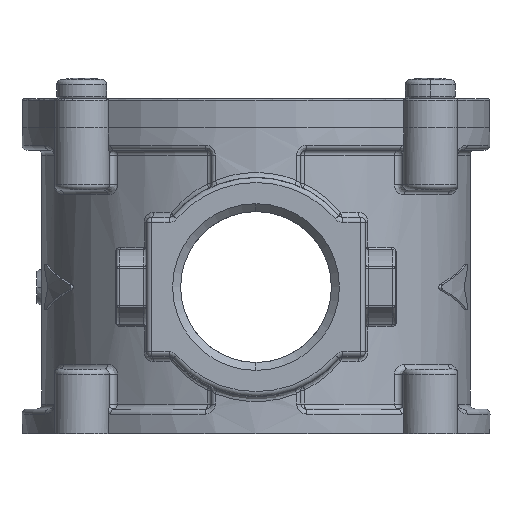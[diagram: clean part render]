
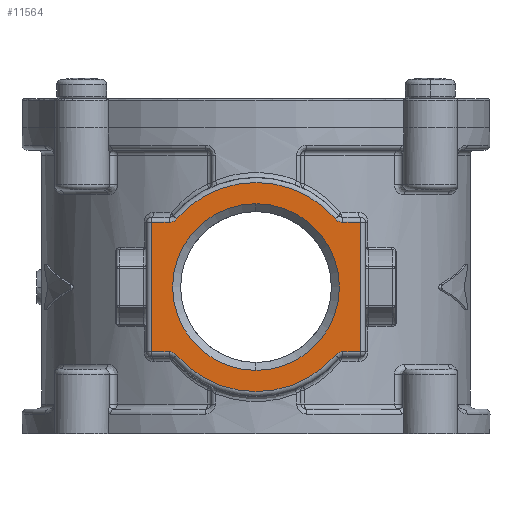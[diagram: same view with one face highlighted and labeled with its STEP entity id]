
A CAD part, left-side view. The second image highlights one B-rep face of the part: STEP entity #11564.
In plain terms, the highlighted planar face has unit normal (-1, 0, 0).
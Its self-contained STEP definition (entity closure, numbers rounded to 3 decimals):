
#2535=CARTESIAN_POINT('',(-60.,17.436,15.));
#2536=DIRECTION('',(1.,0.,0.));
#2537=DIRECTION('',(0.,-0.758,-0.652));
#2538=AXIS2_PLACEMENT_3D('',#2535,#2536,#2537);
#2540=CARTESIAN_POINT('',(-60.,0.,0.));
#2541=DIRECTION('',(-1.,0.,0.));
#2542=DIRECTION('',(0.,-0.758,0.652));
#2543=AXIS2_PLACEMENT_3D('',#2540,#2541,#2542);
#2545=CARTESIAN_POINT('',(-60.,-17.436,15.));
#2546=DIRECTION('',(1.,0.,0.));
#2547=DIRECTION('',(0.,0.,-1.));
#2548=AXIS2_PLACEMENT_3D('',#2545,#2546,#2547);
#2550=DIRECTION('',(0.,1.,0.));
#2551=VECTOR('',#2550,3.564);
#2552=CARTESIAN_POINT('',(-60.,-20.999,13.));
#2553=LINE('',#2552,#2551);
#2554=DIRECTION('',(0.,0.,1.));
#2555=VECTOR('',#2554,26.);
#2556=CARTESIAN_POINT('',(-60.,-20.999,-13.));
#2557=LINE('',#2556,#2555);
#2558=DIRECTION('',(0.,-1.,0.));
#2559=VECTOR('',#2558,3.564);
#2560=CARTESIAN_POINT('',(-60.,-17.436,-13.));
#2561=LINE('',#2560,#2559);
#2562=CARTESIAN_POINT('',(-60.,-17.436,-15.));
#2563=DIRECTION('',(1.,0.,0.));
#2564=DIRECTION('',(0.,0.758,0.652));
#2565=AXIS2_PLACEMENT_3D('',#2562,#2563,#2564);
#2567=CARTESIAN_POINT('',(-60.,0.,0.));
#2568=DIRECTION('',(-1.,0.,0.));
#2569=DIRECTION('',(0.,0.758,-0.652));
#2570=AXIS2_PLACEMENT_3D('',#2567,#2568,#2569);
#2572=CARTESIAN_POINT('',(-60.,17.436,-15.));
#2573=DIRECTION('',(1.,0.,0.));
#2574=DIRECTION('',(0.,0.,1.));
#2575=AXIS2_PLACEMENT_3D('',#2572,#2573,#2574);
#2577=DIRECTION('',(0.,-1.,0.));
#2578=VECTOR('',#2577,3.565);
#2579=CARTESIAN_POINT('',(-60.,21.001,-13.));
#2580=LINE('',#2579,#2578);
#2581=DIRECTION('',(0.,0.,-1.));
#2582=VECTOR('',#2581,26.);
#2583=CARTESIAN_POINT('',(-60.,21.001,13.));
#2584=LINE('',#2583,#2582);
#2585=DIRECTION('',(0.,1.,0.));
#2586=VECTOR('',#2585,3.565);
#2587=CARTESIAN_POINT('',(-60.,17.436,13.));
#2588=LINE('',#2587,#2586);
#2589=CARTESIAN_POINT('',(-60.,0.,0.));
#2590=DIRECTION('',(1.,0.,0.));
#2591=DIRECTION('',(0.,0.,-1.));
#2592=AXIS2_PLACEMENT_3D('',#2589,#2590,#2591);
#2594=CARTESIAN_POINT('',(-60.,0.,0.));
#2595=DIRECTION('',(1.,0.,0.));
#2596=DIRECTION('',(0.,0.,1.));
#2597=AXIS2_PLACEMENT_3D('',#2594,#2595,#2596);
#8898=CARTESIAN_POINT('',(-60.,15.919,13.696));
#8899=CARTESIAN_POINT('',(-60.,17.436,13.));
#8900=VERTEX_POINT('',#8898);
#8901=VERTEX_POINT('',#8899);
#8906=CARTESIAN_POINT('',(-60.,21.001,13.));
#8907=VERTEX_POINT('',#8906);
#8912=CARTESIAN_POINT('',(-60.,21.001,-13.));
#8913=VERTEX_POINT('',#8912);
#8918=CARTESIAN_POINT('',(-60.,17.436,-13.));
#8919=VERTEX_POINT('',#8918);
#8922=CARTESIAN_POINT('',(-60.,15.919,-13.696));
#8923=VERTEX_POINT('',#8922);
#8926=CARTESIAN_POINT('',(-60.,-15.919,-13.696));
#8927=VERTEX_POINT('',#8926);
#8930=CARTESIAN_POINT('',(-60.,-17.436,-13.));
#8931=VERTEX_POINT('',#8930);
#8934=CARTESIAN_POINT('',(-60.,-20.999,-13.));
#8935=VERTEX_POINT('',#8934);
#8940=CARTESIAN_POINT('',(-60.,-20.999,13.));
#8941=VERTEX_POINT('',#8940);
#8946=CARTESIAN_POINT('',(-60.,-17.436,13.));
#8947=VERTEX_POINT('',#8946);
#8950=CARTESIAN_POINT('',(-60.,-15.919,13.696));
#8951=VERTEX_POINT('',#8950);
#9018=CARTESIAN_POINT('',(-60.,0.,-16.75));
#9019=CARTESIAN_POINT('',(-60.,0.,16.75));
#9020=VERTEX_POINT('',#9018);
#9021=VERTEX_POINT('',#9019);
#11528=CARTESIAN_POINT('',(-60.,0.,0.));
#11529=DIRECTION('',(1.,0.,0.));
#11530=DIRECTION('',(0.,-1.,0.));
#11531=AXIS2_PLACEMENT_3D('',#11528,#11529,#11530);
#11532=PLANE('',#11531);
#11534=ORIENTED_EDGE('',*,*,#11533,.F.);
#11536=ORIENTED_EDGE('',*,*,#11535,.F.);
#11538=ORIENTED_EDGE('',*,*,#11537,.F.);
#11540=ORIENTED_EDGE('',*,*,#11539,.F.);
#11541=ORIENTED_EDGE('',*,*,#11518,.F.);
#11543=ORIENTED_EDGE('',*,*,#11542,.F.);
#11545=ORIENTED_EDGE('',*,*,#11544,.F.);
#11547=ORIENTED_EDGE('',*,*,#11546,.F.);
#11549=ORIENTED_EDGE('',*,*,#11548,.F.);
#11551=ORIENTED_EDGE('',*,*,#11550,.F.);
#11553=ORIENTED_EDGE('',*,*,#11552,.F.);
#11555=ORIENTED_EDGE('',*,*,#11554,.F.);
#11556=EDGE_LOOP('',(#11534,#11536,#11538,#11540,#11541,#11543,#11545,#11547,
#11549,#11551,#11553,#11555));
#11557=FACE_OUTER_BOUND('',#11556,.F.);
#11559=ORIENTED_EDGE('',*,*,#11558,.F.);
#11561=ORIENTED_EDGE('',*,*,#11560,.F.);
#11562=EDGE_LOOP('',(#11559,#11561));
#11563=FACE_BOUND('',#11562,.F.);
#11564=ADVANCED_FACE('',(#11557,#11563),#11532,.F.);
#2539=CIRCLE('',#2538,2.);
#2544=CIRCLE('',#2543,21.);
#2549=CIRCLE('',#2548,2.);
#2566=CIRCLE('',#2565,2.);
#2571=CIRCLE('',#2570,21.);
#2576=CIRCLE('',#2575,2.);
#2593=CIRCLE('',#2592,16.75);
#2598=CIRCLE('',#2597,16.75);
#11518=EDGE_CURVE('',#8935,#8941,#2557,.T.);
#11533=EDGE_CURVE('',#8900,#8901,#2539,.T.);
#11535=EDGE_CURVE('',#8951,#8900,#2544,.T.);
#11537=EDGE_CURVE('',#8947,#8951,#2549,.T.);
#11539=EDGE_CURVE('',#8941,#8947,#2553,.T.);
#11542=EDGE_CURVE('',#8931,#8935,#2561,.T.);
#11544=EDGE_CURVE('',#8927,#8931,#2566,.T.);
#11546=EDGE_CURVE('',#8923,#8927,#2571,.T.);
#11548=EDGE_CURVE('',#8919,#8923,#2576,.T.);
#11550=EDGE_CURVE('',#8913,#8919,#2580,.T.);
#11552=EDGE_CURVE('',#8907,#8913,#2584,.T.);
#11554=EDGE_CURVE('',#8901,#8907,#2588,.T.);
#11558=EDGE_CURVE('',#9020,#9021,#2593,.T.);
#11560=EDGE_CURVE('',#9021,#9020,#2598,.T.);
